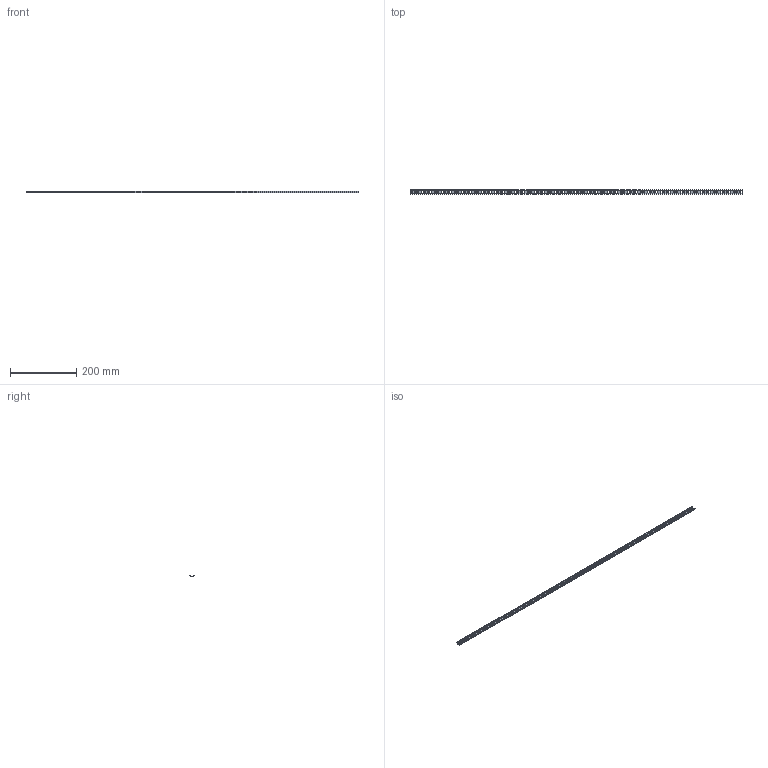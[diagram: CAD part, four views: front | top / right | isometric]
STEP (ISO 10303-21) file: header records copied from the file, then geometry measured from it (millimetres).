
FILE_DESCRIPTION(('CATIA V5 STEP Exchange','CAx-IF Rec.Pracs.--- Model Styling and Organization---1.4--- 2014-01-23'),'2;1');
FILE_NAME ('001021-2_2_0117510000_0117510000.stp','2023-02-07T09:00:12+00:00',('none'),('Weidmueller'),'CATIA Version 5-6 Release 2016 SP3 HF44','CATIA V5 STEP AP214','none');
FILE_SCHEMA(('AUTOMOTIVE_DESIGN { 1 0 10303 214 1 1 1 1 }'));
Length unit declared in the file: millimetre
Products named in the file (1): TS 15X5 1M/ST/ZN
Bounding box: 1000 x 15 x 5.5 mm (x, y, z)
Volume: 20803.1 mm3; surface area: 44692.1 mm2
Topology: 1 solids, 1 shells, 226 faces, 672 edges, 448 vertices
Faces by surface type: plane 118, cylinder 108
Entity records: 7134 total; most frequent: ORIENTED_EDGE 1344, CARTESIAN_POINT 1260, DIRECTION 914, EDGE_CURVE 672, VECTOR 456, LINE 456, VERTEX_POINT 448, AXIS2_PLACEMENT_3D 336
